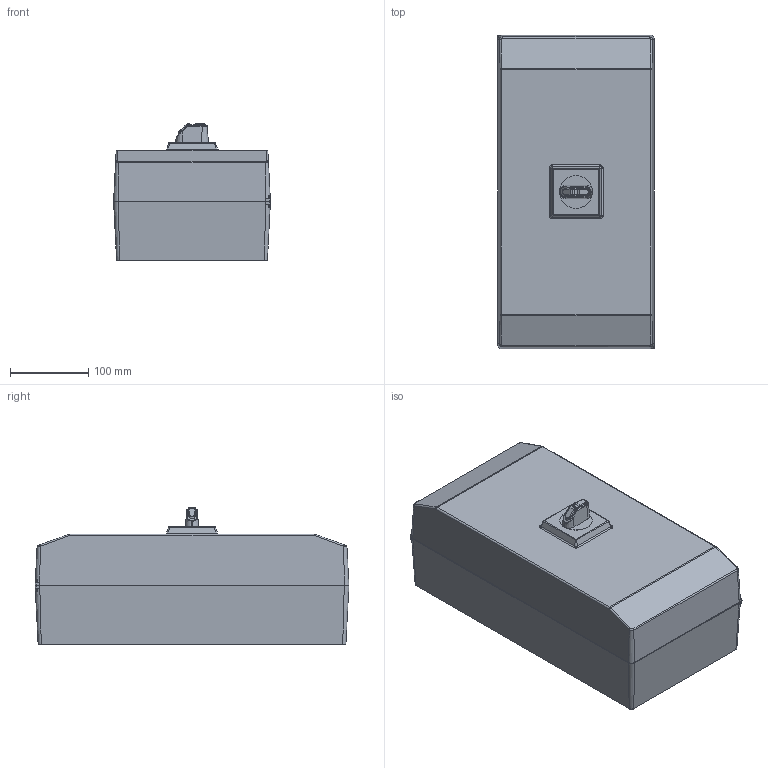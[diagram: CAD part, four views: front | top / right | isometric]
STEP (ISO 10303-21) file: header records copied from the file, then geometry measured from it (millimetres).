
FILE_DESCRIPTION((''),'2;1');
FILE_NAME('OTP100BL3U_SW0002','2020-07-02T23:25:23',('FIARHAN3'),(''),'CREO PARAMETRIC BY PTC INC, 2019164','CREO PARAMETRIC BY PTC INC, 2019164','');
FILE_SCHEMA(('AUTOMOTIVE_DESIGN { 1 0 10303 214 1 1 1 1 }'));
Length unit declared in the file: millimetre
Products named in the file (1): OTP100BL3U_SW0002
Bounding box: 200 x 400 x 173.5 mm (x, y, z)
Volume: 10823231.7 mm3; surface area: 315207.2 mm2
Topology: 1 solids, 1 shells, 187 faces, 468 edges, 279 vertices
Faces by surface type: plane 63, bspline 60, cylinder 54, torus 8, cone 2
Entity records: 12665 total; most frequent: CARTESIAN_POINT 6795, ORIENTED_EDGE 928, DIRECTION 704, EDGE_CURVE 464, VERTEX_POINT 279, AXIS2_PLACEMENT_3D 242, VECTOR 217, LINE 217
